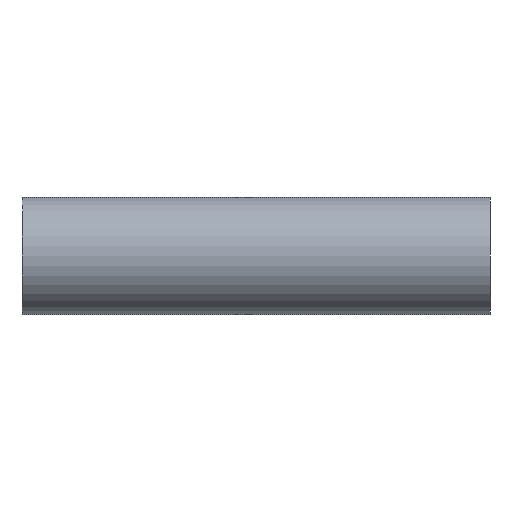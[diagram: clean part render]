
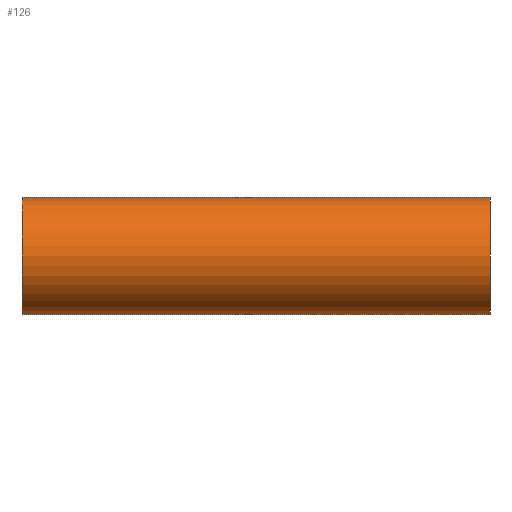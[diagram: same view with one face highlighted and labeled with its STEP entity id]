
A CAD part, left-side view. The second image highlights one B-rep face of the part: STEP entity #126.
In plain terms, the highlighted cylindrical face has radius 6.35 mm (diameter 12.7 mm), a partial arc.
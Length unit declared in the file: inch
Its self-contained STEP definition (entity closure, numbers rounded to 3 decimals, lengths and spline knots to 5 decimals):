
#3 = CARTESIAN_POINT ( 'NONE',  ( 0., 0., 0.25 ) ) ;
#6 = CARTESIAN_POINT ( 'NONE',  ( 0., 2., 0. ) ) ;
#22 = DIRECTION ( 'NONE',  ( 0., 1., 0. ) ) ;
#42 = CIRCLE ( 'NONE', #206, 0.25 ) ;
#53 = VECTOR ( 'NONE', #80, 39.37008 ) ;
#58 = VECTOR ( 'NONE', #243, 39.37008 ) ;
#61 = LINE ( 'NONE', #97, #58 ) ;
#67 = LINE ( 'NONE', #215, #53 ) ;
#68 = AXIS2_PLACEMENT_3D ( 'NONE', #6, #22, #103 ) ;
#69 = CYLINDRICAL_SURFACE ( 'NONE', #85, 0.25 ) ;
#70 = CIRCLE ( 'NONE', #68, 0.25 ) ;
#73 = FACE_OUTER_BOUND ( 'NONE', #178, .T. ) ;
#80 = DIRECTION ( 'NONE',  ( 0., -1., 0. ) ) ;
#85 = AXIS2_PLACEMENT_3D ( 'NONE', #210, #100, #190 ) ;
#93 = ORIENTED_EDGE ( 'NONE', *, *, #231, .T. ) ;
#97 = CARTESIAN_POINT ( 'NONE',  ( 0., 2., 0.25 ) ) ;
#98 = CARTESIAN_POINT ( 'NONE',  ( 0., 0., -0.25 ) ) ;
#100 = DIRECTION ( 'NONE',  ( 0., -1., 0. ) ) ;
#103 = DIRECTION ( 'NONE',  ( 0., 0., 1. ) ) ;
#105 = ORIENTED_EDGE ( 'NONE', *, *, #197, .T. ) ;
#111 = DIRECTION ( 'NONE',  ( 0., 1., 0. ) ) ;
#119 = VERTEX_POINT ( 'NONE', #3 ) ;
#126 = ADVANCED_FACE ( 'NONE', ( #73 ), #69, .T. ) ;
#127 = ORIENTED_EDGE ( 'NONE', *, *, #170, .F. ) ;
#130 = VERTEX_POINT ( 'NONE', #242 ) ;
#137 = EDGE_CURVE ( 'NONE', #130, #166, #70, .T. ) ;
#142 = ORIENTED_EDGE ( 'NONE', *, *, #137, .F. ) ;
#145 = CARTESIAN_POINT ( 'NONE',  ( 0., 2., 0.25 ) ) ;
#163 = VERTEX_POINT ( 'NONE', #98 ) ;
#166 = VERTEX_POINT ( 'NONE', #145 ) ;
#170 = EDGE_CURVE ( 'NONE', #166, #119, #61, .T. ) ;
#178 = EDGE_LOOP ( 'NONE', ( #127, #142, #105, #93 ) ) ;
#190 = DIRECTION ( 'NONE',  ( 0., 0., -1. ) ) ;
#197 = EDGE_CURVE ( 'NONE', #130, #163, #67, .T. ) ;
#206 = AXIS2_PLACEMENT_3D ( 'NONE', #232, #111, #248 ) ;
#210 = CARTESIAN_POINT ( 'NONE',  ( 0., 2., 0. ) ) ;
#215 = CARTESIAN_POINT ( 'NONE',  ( 0., 2., -0.25 ) ) ;
#231 = EDGE_CURVE ( 'NONE', #163, #119, #42, .T. ) ;
#232 = CARTESIAN_POINT ( 'NONE',  ( 0., 0., 0. ) ) ;
#242 = CARTESIAN_POINT ( 'NONE',  ( 0., 2., -0.25 ) ) ;
#243 = DIRECTION ( 'NONE',  ( 0., -1., 0. ) ) ;
#248 = DIRECTION ( 'NONE',  ( 0., 0., 1. ) ) ;
